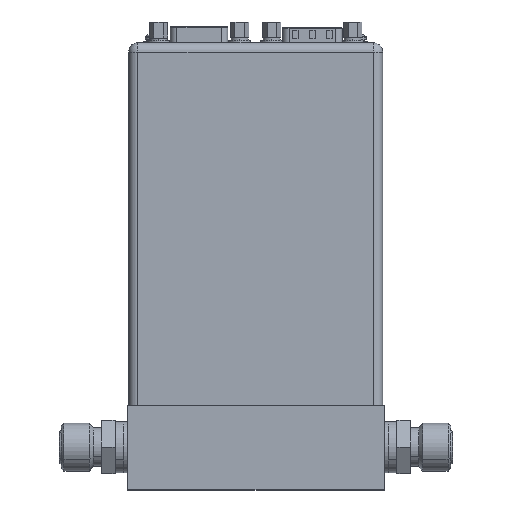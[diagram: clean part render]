
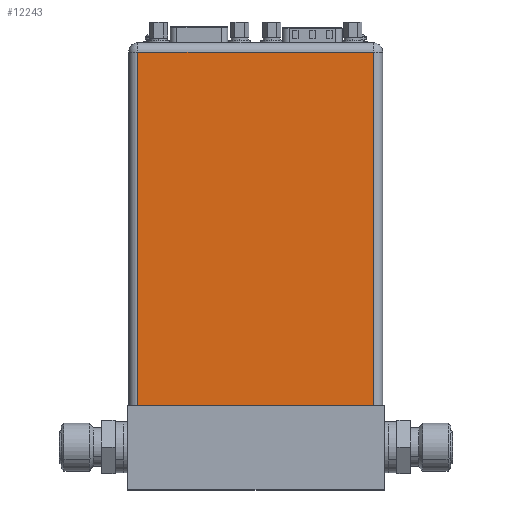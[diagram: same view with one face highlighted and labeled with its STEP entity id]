
A CAD part, top view. The second image highlights one B-rep face of the part: STEP entity #12243.
In plain terms, the highlighted planar face has unit normal (0, 0, 1).
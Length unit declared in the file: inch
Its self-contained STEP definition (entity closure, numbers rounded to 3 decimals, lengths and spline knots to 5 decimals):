
#9153=DIRECTION('',(1.,0.,0.));
#9154=VECTOR('',#9153,2.757);
#9155=CARTESIAN_POINT('',(-1.3785,0.,1.425));
#9156=LINE('',#9155,#9154);
#10533=DIRECTION('',(0.,-1.,0.));
#10534=VECTOR('',#10533,4.141);
#10535=CARTESIAN_POINT('',(1.3785,4.141,1.425));
#10536=LINE('',#10535,#10534);
#10540=DIRECTION('',(0.,-1.,0.));
#10541=VECTOR('',#10540,4.141);
#10542=CARTESIAN_POINT('',(-1.3785,4.141,1.425));
#10543=LINE('',#10542,#10541);
#10547=DIRECTION('',(1.,0.,0.));
#10548=VECTOR('',#10547,2.757);
#10549=CARTESIAN_POINT('',(-1.3785,4.141,1.425));
#10550=LINE('',#10549,#10548);
#10890=CARTESIAN_POINT('',(1.3785,0.,1.425));
#10892=VERTEX_POINT('',#10890);
#10893=CARTESIAN_POINT('',(1.3785,4.141,1.425));
#10894=VERTEX_POINT('',#10893);
#10905=CARTESIAN_POINT('',(-1.3785,0.,1.425));
#10907=VERTEX_POINT('',#10905);
#10909=CARTESIAN_POINT('',(-1.3785,4.141,1.425));
#10910=VERTEX_POINT('',#10909);
#12231=CARTESIAN_POINT('',(-1.4875,0.,1.425));
#12232=DIRECTION('',(0.,0.,1.));
#12233=DIRECTION('',(1.,0.,0.));
#12234=AXIS2_PLACEMENT_3D('',#12231,#12232,#12233);
#12235=PLANE('',#12234);
#12236=ORIENTED_EDGE('',*,*,#12224,.T.);
#12237=ORIENTED_EDGE('',*,*,#11132,.F.);
#12239=ORIENTED_EDGE('',*,*,#12238,.F.);
#12240=ORIENTED_EDGE('',*,*,#11869,.T.);
#12241=EDGE_LOOP('',(#12236,#12237,#12239,#12240));
#12242=FACE_OUTER_BOUND('',#12241,.F.);
#12243=ADVANCED_FACE('',(#12242),#12235,.T.);
#11132=EDGE_CURVE('',#10907,#10892,#9156,.T.);
#11869=EDGE_CURVE('',#10910,#10894,#10550,.T.);
#12224=EDGE_CURVE('',#10894,#10892,#10536,.T.);
#12238=EDGE_CURVE('',#10910,#10907,#10543,.T.);
